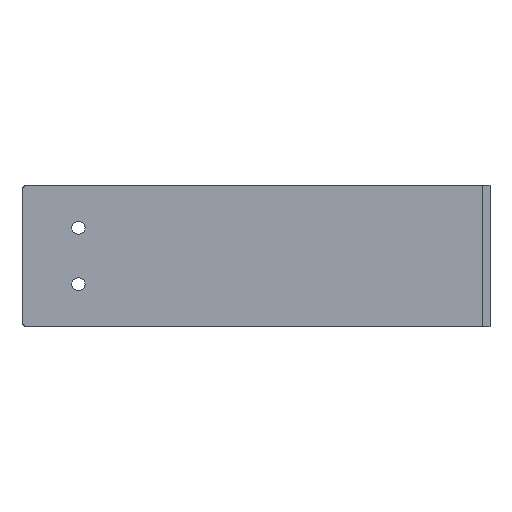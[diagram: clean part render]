
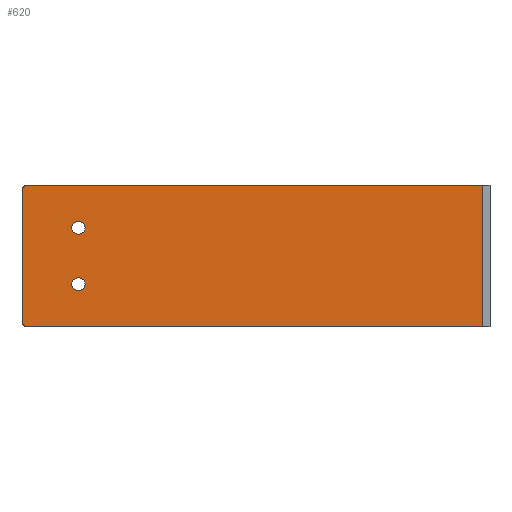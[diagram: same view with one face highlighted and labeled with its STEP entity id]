
A CAD part, front view. The second image highlights one B-rep face of the part: STEP entity #620.
In plain terms, the highlighted planar face has unit normal (0, -1, 0).
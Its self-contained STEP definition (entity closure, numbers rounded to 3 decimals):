
#17=FACE_BOUND('',#110,.T.);
#18=FACE_BOUND('',#111,.T.);
#27=PLANE('',#678);
#46=CIRCLE('',#675,1.);
#47=CIRCLE('',#677,1.);
#48=CIRCLE('',#679,1.4);
#49=CIRCLE('',#680,1.4);
#71=FACE_OUTER_BOUND('',#109,.T.);
#109=EDGE_LOOP('',(#442,#443,#444,#445,#446,#447));
#110=EDGE_LOOP('',(#448));
#111=EDGE_LOOP('',(#449));
#170=LINE('',#963,#230);
#171=LINE('',#965,#231);
#172=LINE('',#966,#232);
#173=LINE('',#967,#233);
#230=VECTOR('',#769,10.);
#231=VECTOR('',#770,10.);
#232=VECTOR('',#771,10.);
#233=VECTOR('',#772,10.);
#288=VERTEX_POINT('',#950);
#289=VERTEX_POINT('',#952);
#290=VERTEX_POINT('',#956);
#291=VERTEX_POINT('',#958);
#292=VERTEX_POINT('',#962);
#293=VERTEX_POINT('',#964);
#294=VERTEX_POINT('',#968);
#295=VERTEX_POINT('',#970);
#345=EDGE_CURVE('',#288,#289,#46,.T.);
#348=EDGE_CURVE('',#290,#291,#47,.T.);
#350=EDGE_CURVE('',#288,#292,#170,.T.);
#351=EDGE_CURVE('',#292,#293,#171,.T.);
#352=EDGE_CURVE('',#293,#291,#172,.T.);
#353=EDGE_CURVE('',#290,#289,#173,.T.);
#354=EDGE_CURVE('',#294,#294,#48,.T.);
#355=EDGE_CURVE('',#295,#295,#49,.T.);
#442=ORIENTED_EDGE('',*,*,#345,.F.);
#443=ORIENTED_EDGE('',*,*,#350,.T.);
#444=ORIENTED_EDGE('',*,*,#351,.T.);
#445=ORIENTED_EDGE('',*,*,#352,.T.);
#446=ORIENTED_EDGE('',*,*,#348,.F.);
#447=ORIENTED_EDGE('',*,*,#353,.T.);
#448=ORIENTED_EDGE('',*,*,#354,.F.);
#449=ORIENTED_EDGE('',*,*,#355,.F.);
#620=ADVANCED_FACE('',(#71,#17,#18),#27,.F.);
#675=AXIS2_PLACEMENT_3D('',#953,#758,#759);
#677=AXIS2_PLACEMENT_3D('',#959,#764,#765);
#678=AXIS2_PLACEMENT_3D('',#961,#767,#768);
#679=AXIS2_PLACEMENT_3D('',#969,#773,#774);
#680=AXIS2_PLACEMENT_3D('',#971,#775,#776);
#758=DIRECTION('center_axis',(0.,1.,0.));
#759=DIRECTION('ref_axis',(-0.707,0.,-0.707));
#764=DIRECTION('center_axis',(0.,1.,0.));
#765=DIRECTION('ref_axis',(-0.707,0.,0.707));
#767=DIRECTION('center_axis',(0.,1.,0.));
#768=DIRECTION('ref_axis',(1.,0.,0.));
#769=DIRECTION('',(1.,0.,0.));
#770=DIRECTION('',(0.,0.,1.));
#771=DIRECTION('',(-1.,0.,0.));
#772=DIRECTION('',(0.,0.,-1.));
#773=DIRECTION('center_axis',(0.,-1.,0.));
#774=DIRECTION('ref_axis',(1.,0.,0.));
#775=DIRECTION('center_axis',(0.,-1.,0.));
#776=DIRECTION('ref_axis',(1.,0.,0.));
#950=CARTESIAN_POINT('',(-97.,0.,-30.));
#952=CARTESIAN_POINT('',(-98.,0.,-29.));
#953=CARTESIAN_POINT('Origin',(-97.,0.,-29.));
#956=CARTESIAN_POINT('',(-98.,0.,-1.));
#958=CARTESIAN_POINT('',(-97.,0.,0.));
#959=CARTESIAN_POINT('Origin',(-97.,0.,-1.));
#961=CARTESIAN_POINT('Origin',(-56.,0.,-15.));
#962=CARTESIAN_POINT('',(0.,0.,-30.));
#963=CARTESIAN_POINT('',(-98.,0.,-30.));
#964=CARTESIAN_POINT('',(0.,0.,0.));
#965=CARTESIAN_POINT('',(0.,0.,-30.));
#966=CARTESIAN_POINT('',(0.,0.,0.));
#967=CARTESIAN_POINT('',(-98.,0.,0.));
#968=CARTESIAN_POINT('',(-87.4,0.,-21.));
#969=CARTESIAN_POINT('Origin',(-86.,0.,-21.));
#970=CARTESIAN_POINT('',(-87.4,0.,-9.));
#971=CARTESIAN_POINT('Origin',(-86.,0.,-9.));
